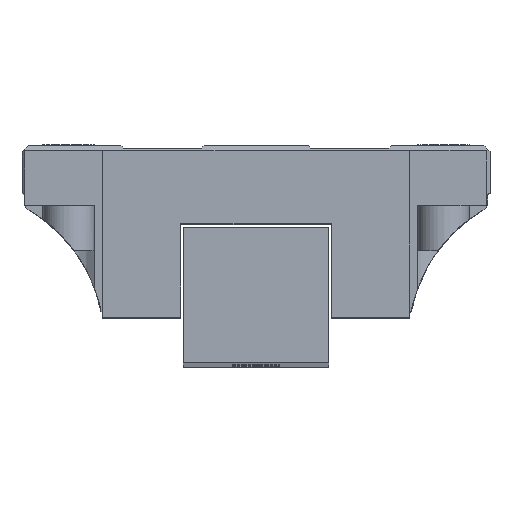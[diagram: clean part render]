
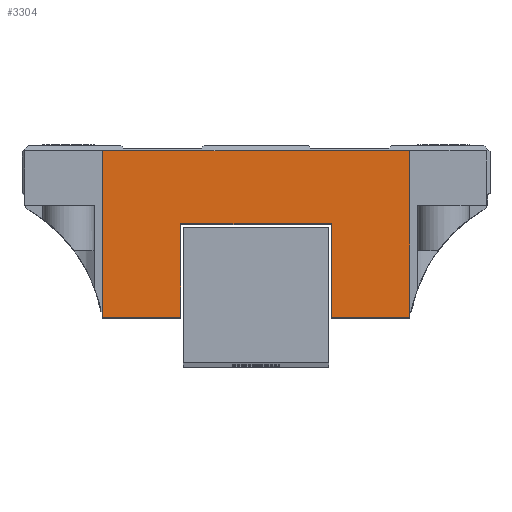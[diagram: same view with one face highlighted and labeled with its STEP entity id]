
A CAD part, top view. The second image highlights one B-rep face of the part: STEP entity #3304.
In plain terms, the highlighted planar face has unit normal (0, 0, 1).
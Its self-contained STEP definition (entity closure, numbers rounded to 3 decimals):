
#1400=DIRECTION('',(0.,-1.,0.));
#1401=VECTOR('',#1400,32.);
#1402=CARTESIAN_POINT('',(-29.5,19.5,54.5));
#1403=LINE('',#1402,#1401);
#1404=DIRECTION('',(-1.,0.,0.));
#1405=VECTOR('',#1404,59.);
#1406=CARTESIAN_POINT('',(29.5,19.5,54.5));
#1407=LINE('',#1406,#1405);
#1408=DIRECTION('',(0.,1.,0.));
#1409=VECTOR('',#1408,32.);
#1410=CARTESIAN_POINT('',(29.5,-12.5,54.5));
#1411=LINE('',#1410,#1409);
#1412=DIRECTION('',(1.,0.,0.));
#1413=VECTOR('',#1412,15.);
#1414=CARTESIAN_POINT('',(14.5,-12.5,54.5));
#1415=LINE('',#1414,#1413);
#1416=DIRECTION('',(0.,-1.,0.));
#1417=VECTOR('',#1416,18.);
#1418=CARTESIAN_POINT('',(14.5,5.5,54.5));
#1419=LINE('',#1418,#1417);
#1420=DIRECTION('',(1.,0.,0.));
#1421=VECTOR('',#1420,29.);
#1422=CARTESIAN_POINT('',(-14.5,5.5,54.5));
#1423=LINE('',#1422,#1421);
#1424=DIRECTION('',(0.,1.,0.));
#1425=VECTOR('',#1424,18.);
#1426=CARTESIAN_POINT('',(-14.5,-12.5,54.5));
#1427=LINE('',#1426,#1425);
#1428=DIRECTION('',(1.,0.,0.));
#1429=VECTOR('',#1428,15.);
#1430=CARTESIAN_POINT('',(-29.5,-12.5,54.5));
#1431=LINE('',#1430,#1429);
#2899=CARTESIAN_POINT('',(-29.5,19.5,54.5));
#2900=CARTESIAN_POINT('',(-29.5,-12.5,54.5));
#2901=VERTEX_POINT('',#2899);
#2902=VERTEX_POINT('',#2900);
#2903=CARTESIAN_POINT('',(-14.5,-12.5,54.5));
#2904=VERTEX_POINT('',#2903);
#2905=CARTESIAN_POINT('',(-14.5,5.5,54.5));
#2906=VERTEX_POINT('',#2905);
#2907=CARTESIAN_POINT('',(14.5,5.5,54.5));
#2908=CARTESIAN_POINT('',(14.5,-12.5,54.5));
#2909=VERTEX_POINT('',#2907);
#2910=VERTEX_POINT('',#2908);
#2911=CARTESIAN_POINT('',(29.5,-12.5,54.5));
#2912=VERTEX_POINT('',#2911);
#2913=CARTESIAN_POINT('',(29.5,19.5,54.5));
#2914=VERTEX_POINT('',#2913);
#3284=CARTESIAN_POINT('',(0.,0.,54.5));
#3285=DIRECTION('',(0.,0.,1.));
#3286=DIRECTION('',(1.,0.,0.));
#3287=AXIS2_PLACEMENT_3D('',#3284,#3285,#3286);
#3288=PLANE('',#3287);
#3289=ORIENTED_EDGE('',*,*,#3275,.F.);
#3290=ORIENTED_EDGE('',*,*,#3201,.F.);
#3291=ORIENTED_EDGE('',*,*,#3219,.F.);
#3293=ORIENTED_EDGE('',*,*,#3292,.F.);
#3295=ORIENTED_EDGE('',*,*,#3294,.F.);
#3297=ORIENTED_EDGE('',*,*,#3296,.F.);
#3299=ORIENTED_EDGE('',*,*,#3298,.F.);
#3301=ORIENTED_EDGE('',*,*,#3300,.F.);
#3302=EDGE_LOOP('',(#3289,#3290,#3291,#3293,#3295,#3297,#3299,#3301));
#3303=FACE_OUTER_BOUND('',#3302,.F.);
#3304=ADVANCED_FACE('',(#3303),#3288,.T.);
#3201=EDGE_CURVE('',#2914,#2901,#1407,.T.);
#3219=EDGE_CURVE('',#2912,#2914,#1411,.T.);
#3275=EDGE_CURVE('',#2901,#2902,#1403,.T.);
#3292=EDGE_CURVE('',#2910,#2912,#1415,.T.);
#3294=EDGE_CURVE('',#2909,#2910,#1419,.T.);
#3296=EDGE_CURVE('',#2906,#2909,#1423,.T.);
#3298=EDGE_CURVE('',#2904,#2906,#1427,.T.);
#3300=EDGE_CURVE('',#2902,#2904,#1431,.T.);
